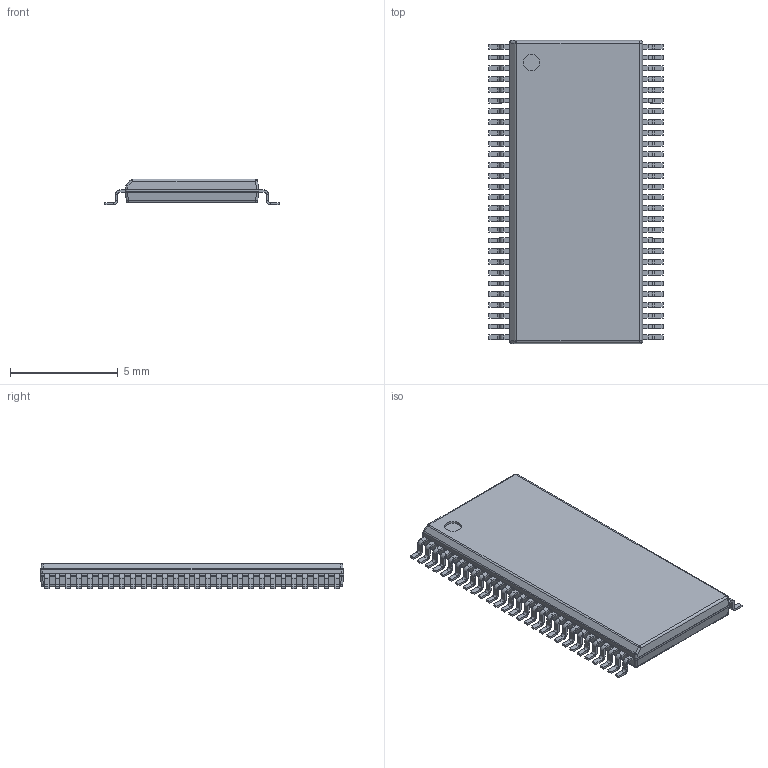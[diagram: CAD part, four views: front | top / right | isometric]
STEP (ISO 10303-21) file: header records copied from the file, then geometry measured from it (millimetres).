
FILE_DESCRIPTION(('Open CASCADE Model'),'2;1');
FILE_NAME('Open CASCADE Shape Model','2023-08-22T09:15:43',('Author'),( 'Open CASCADE'),'Open CASCADE STEP processor 6.8','Open CASCADE 6.8' ,'Unknown');
FILE_SCHEMA(('AUTOMOTIVE_DESIGN { 1 0 10303 214 1 1 1 1 }'));
Length unit declared in the file: millimetre
Products named in the file (7): PCB; Designator1; 13863036928; Open_CASCADE_STEP_translator_6.8_8.1; Body; Open_CASCADE_STEP_translator_6.8_8.2.1; Leader
Assembly tree (60 placements, depth 4):
  PCB
  Designator1
    13863036928
      Open_CASCADE_STEP_translator_6.8_8.1
      Body
        Open_CASCADE_STEP_translator_6.8_8.2.1
      Leader  x56
Bounding box: 8.1 x 14.1 x 1.2 mm (x, y, z)
Volume: 96.2 mm3; surface area: 265.8 mm2
Topology: 57 solids, 58 shells, 1299 faces, 2602 edges, 1409 vertices
Faces by surface type: plane 1025, cylinder 256, sphere 10, bspline 8
Full cylindrical faces by diameter (mm): 0.775 x1
Entity records: 3395 total; most frequent: CARTESIAN_POINT 1163, DIRECTION 465, ORIENTED_EDGE 343, AXIS2_PLACEMENT_3D 183, EDGE_CURVE 172, LINE 99, VECTOR 99, FACE_BOUND 90
